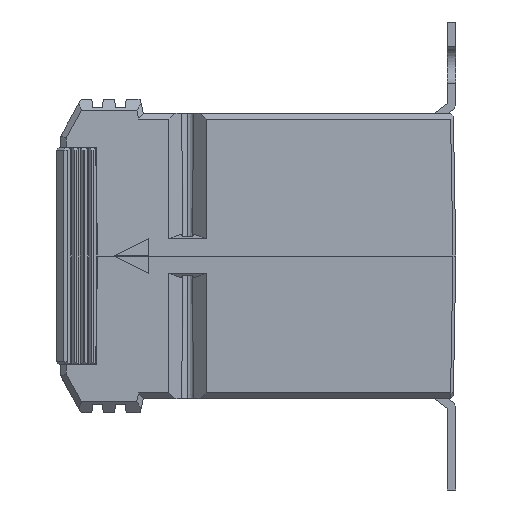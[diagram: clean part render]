
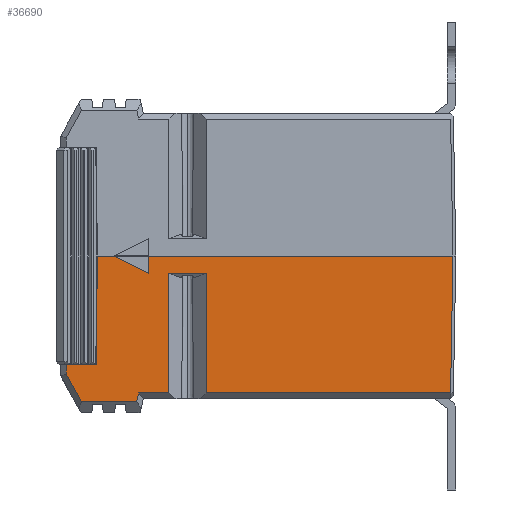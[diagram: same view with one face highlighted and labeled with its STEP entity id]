
A CAD part, left-side view. The second image highlights one B-rep face of the part: STEP entity #36690.
In plain terms, the highlighted face is planar.
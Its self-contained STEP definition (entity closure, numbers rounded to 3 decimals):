
#35339 = VERTEX_POINT ( 'NONE', #58715 ) ;
#35341 = VERTEX_POINT ( 'NONE', #58711 ) ;
#35345 = EDGE_CURVE ( 'NONE', #35339, #35341, #58704, .T. ) ;
#35554 = VERTEX_POINT ( 'NONE', #59117 ) ;
#35582 = EDGE_CURVE ( 'NONE', #35585, #35554, #58288, .T. ) ;
#35583 = VERTEX_POINT ( 'NONE', #59199 ) ;
#35585 = VERTEX_POINT ( 'NONE', #59197 ) ;
#35589 = EDGE_CURVE ( 'NONE', #35591, #35583, #59196, .T. ) ;
#35591 = VERTEX_POINT ( 'NONE', #59185 ) ;
#35880 = EDGE_CURVE ( 'NONE', #35554, #35339, #58889, .T. ) ;
#36383 = ORIENTED_EDGE ( 'NONE', *, *, #36656, .F. ) ;
#36449 = VERTEX_POINT ( 'NONE', #59658 ) ;
#36452 = VERTEX_POINT ( 'NONE', #60816 ) ;
#36516 = EDGE_CURVE ( 'NONE', #36452, #36449, #60922, .T. ) ;
#36614 = VERTEX_POINT ( 'NONE', #61166 ) ;
#36622 = EDGE_LOOP ( 'NONE', ( #36692, #36691, #36678, #36680, #36679, #36681, #36383, #36661, #36665, #36667, #36669, #36662, #36735, #36657, #36671, #36740 ) ) ;
#36624 = EDGE_CURVE ( 'NONE', #36682, #35583, #61153, .T. ) ;
#36656 = EDGE_CURVE ( 'NONE', #35585, #36682, #61212, .T. ) ;
#36657 = ORIENTED_EDGE ( 'NONE', *, *, #36736, .T. ) ;
#36659 = VERTEX_POINT ( 'NONE', #61217 ) ;
#36661 = ORIENTED_EDGE ( 'NONE', *, *, #35582, .T. ) ;
#36662 = ORIENTED_EDGE ( 'NONE', *, *, #36670, .T. ) ;
#36664 = VERTEX_POINT ( 'NONE', #61213 ) ;
#36665 = ORIENTED_EDGE ( 'NONE', *, *, #35880, .T. ) ;
#36666 = EDGE_CURVE ( 'NONE', #35341, #36659, #61203, .T. ) ;
#36667 = ORIENTED_EDGE ( 'NONE', *, *, #35345, .T. ) ;
#36668 = VERTEX_POINT ( 'NONE', #61201 ) ;
#36669 = ORIENTED_EDGE ( 'NONE', *, *, #36666, .T. ) ;
#36670 = EDGE_CURVE ( 'NONE', #36659, #36664, #61260, .T. ) ;
#36671 = ORIENTED_EDGE ( 'NONE', *, *, #36737, .T. ) ;
#36672 = VERTEX_POINT ( 'NONE', #61261 ) ;
#36673 = EDGE_CURVE ( 'NONE', #36668, #36664, #61219, .T. ) ;
#36674 = VERTEX_POINT ( 'NONE', #61254 ) ;
#36676 = EDGE_CURVE ( 'NONE', #36614, #36686, #61250, .T. ) ;
#36677 = EDGE_CURVE ( 'NONE', #36449, #35591, #61245, .T. ) ;
#36678 = ORIENTED_EDGE ( 'NONE', *, *, #36516, .T. ) ;
#36679 = ORIENTED_EDGE ( 'NONE', *, *, #35589, .T. ) ;
#36680 = ORIENTED_EDGE ( 'NONE', *, *, #36677, .T. ) ;
#36681 = ORIENTED_EDGE ( 'NONE', *, *, #36624, .F. ) ;
#36682 = VERTEX_POINT ( 'NONE', #61202 ) ;
#36686 = VERTEX_POINT ( 'NONE', #61238 ) ;
#36690 = ADVANCED_FACE ( 'NONE', ( #61200 ), #61249, .T. ) ;
#36691 = ORIENTED_EDGE ( 'NONE', *, *, #36693, .T. ) ;
#36692 = ORIENTED_EDGE ( 'NONE', *, *, #36676, .F. ) ;
#36693 = EDGE_CURVE ( 'NONE', #36614, #36452, #61237, .T. ) ;
#36735 = ORIENTED_EDGE ( 'NONE', *, *, #36673, .F. ) ;
#36736 = EDGE_CURVE ( 'NONE', #36668, #36674, #60193, .T. ) ;
#36737 = EDGE_CURVE ( 'NONE', #36674, #36672, #61057, .T. ) ;
#36739 = EDGE_CURVE ( 'NONE', #36672, #36686, #60452, .T. ) ;
#36740 = ORIENTED_EDGE ( 'NONE', *, *, #36739, .T. ) ;
#58288 = LINE ( 'NONE', #58291, #58290 ) ;
#58290 = VECTOR ( 'NONE', #58608, 1000. ) ;
#58291 = CARTESIAN_POINT ( 'NONE',  ( 24.75, 40.6, 0. ) ) ;
#58583 = CARTESIAN_POINT ( 'NONE',  ( 24.748, 33.77, 0.119 ) ) ;
#58608 = DIRECTION ( 'NONE',  ( 0., 1., 0. ) ) ;
#58701 = DIRECTION ( 'NONE',  ( 0., 1., 0. ) ) ;
#58702 = VECTOR ( 'NONE', #58701, 1000. ) ;
#58703 = CARTESIAN_POINT ( 'NONE',  ( 24.418, 40.6, 19. ) ) ;
#58704 = LINE ( 'NONE', #58703, #58702 ) ;
#58711 = CARTESIAN_POINT ( 'NONE',  ( 24.418, 39.268, 19. ) ) ;
#58715 = CARTESIAN_POINT ( 'NONE',  ( 24.418, 34.1, 19. ) ) ;
#58889 = LINE ( 'NONE', #58583, #59126 ) ;
#59117 = CARTESIAN_POINT ( 'NONE',  ( 24.75, 33.768, 0. ) ) ;
#59126 = VECTOR ( 'NONE', #59140, 1000. ) ;
#59140 = DIRECTION ( 'NONE',  ( -0.017, 0.017, 1. ) ) ;
#59185 = CARTESIAN_POINT ( 'NONE',  ( 24.75, -28.5, 0. ) ) ;
#59186 = DIRECTION ( 'NONE',  ( 0., 1., 0. ) ) ;
#59187 = VECTOR ( 'NONE', #59186, 1000. ) ;
#59188 = CARTESIAN_POINT ( 'NONE',  ( 24.75, 40.6, 0. ) ) ;
#59196 = LINE ( 'NONE', #59188, #59187 ) ;
#59197 = CARTESIAN_POINT ( 'NONE',  ( 24.75, 30.768, 0. ) ) ;
#59199 = CARTESIAN_POINT ( 'NONE',  ( 24.75, 24.768, 0. ) ) ;
#59405 = VECTOR ( 'NONE', #59922, 1000. ) ;
#59406 = CARTESIAN_POINT ( 'NONE',  ( 24.331, -28.564, 24. ) ) ;
#59658 = CARTESIAN_POINT ( 'NONE',  ( 24.331, -28.081, 24. ) ) ;
#59922 = DIRECTION ( 'NONE',  ( 0., -1., 0. ) ) ;
#60175 = VECTOR ( 'NONE', #60187, 1000. ) ;
#60187 = DIRECTION ( 'NONE',  ( 0.017, -0.216, -0.976 ) ) ;
#60192 = CARTESIAN_POINT ( 'NONE',  ( 24.679, 22.156, 4.088 ) ) ;
#60193 = LINE ( 'NONE', #60192, #60175 ) ;
#60452 = LINE ( 'NONE', #60453, #60457 ) ;
#60453 = CARTESIAN_POINT ( 'NONE',  ( 24.752, 21.378, -0.098 ) ) ;
#60457 = VECTOR ( 'NONE', #60760, 1000. ) ;
#60760 = DIRECTION ( 'NONE',  ( 0.017, 0.005, -1. ) ) ;
#60816 = CARTESIAN_POINT ( 'NONE',  ( 24.331, 14.746, 24. ) ) ;
#60918 = DIRECTION ( 'NONE',  ( 0., -1., 0. ) ) ;
#60919 = VECTOR ( 'NONE', #60918, 1000. ) ;
#60921 = CARTESIAN_POINT ( 'NONE',  ( 24.331, -28.564, 24. ) ) ;
#60922 = LINE ( 'NONE', #60921, #60919 ) ;
#61057 = LINE ( 'NONE', #59406, #59405 ) ;
#61138 = DIRECTION ( 'NONE',  ( 0.017, 0., -1. ) ) ;
#61148 = VECTOR ( 'NONE', #61138, 1000. ) ;
#61152 = CARTESIAN_POINT ( 'NONE',  ( 24.698, 24.768, 3. ) ) ;
#61153 = LINE ( 'NONE', #61152, #61148 ) ;
#61166 = CARTESIAN_POINT ( 'NONE',  ( 24.698, 14.638, 3. ) ) ;
#61198 = VECTOR ( 'NONE', #61262, 1000. ) ;
#61199 = CARTESIAN_POINT ( 'NONE',  ( 24.75, 39.6, -0.017 ) ) ;
#61200 = FACE_OUTER_BOUND ( 'NONE', #36622, .T. ) ;
#61201 = CARTESIAN_POINT ( 'NONE',  ( 24.305, 26.903, 25.5 ) ) ;
#61202 = CARTESIAN_POINT ( 'NONE',  ( 24.698, 24.768, 3. ) ) ;
#61203 = LINE ( 'NONE', #61199, #61198 ) ;
#61205 = VECTOR ( 'NONE', #61210, 1000. ) ;
#61210 = DIRECTION ( 'NONE',  ( -0.008, -0.894, 0.447 ) ) ;
#61211 = CARTESIAN_POINT ( 'NONE',  ( 24.75, 30.768, 0. ) ) ;
#61212 = LINE ( 'NONE', #61211, #61205 ) ;
#61213 = CARTESIAN_POINT ( 'NONE',  ( 24.305, 36.586, 25.5 ) ) ;
#61217 = CARTESIAN_POINT ( 'NONE',  ( 24.388, 39.238, 20.715 ) ) ;
#61219 = LINE ( 'NONE', #61253, #61252 ) ;
#61236 = CARTESIAN_POINT ( 'NONE',  ( 24.748, 14.623, 0.133 ) ) ;
#61237 = LINE ( 'NONE', #61236, #61294 ) ;
#61238 = CARTESIAN_POINT ( 'NONE',  ( 24.698, 21.362, 3. ) ) ;
#61242 = DIRECTION ( 'NONE',  ( 0.017, -0.017, -1. ) ) ;
#61243 = VECTOR ( 'NONE', #61242, 1000. ) ;
#61244 = CARTESIAN_POINT ( 'NONE',  ( 24.729, -28.479, 1.205 ) ) ;
#61245 = LINE ( 'NONE', #61244, #61243 ) ;
#61246 = DIRECTION ( 'NONE',  ( 0., 1., 0. ) ) ;
#61247 = VECTOR ( 'NONE', #61246, 1000. ) ;
#61248 = CARTESIAN_POINT ( 'NONE',  ( 24.698, 40.6, 3. ) ) ;
#61249 = PLANE ( 'NONE',  #61298 ) ;
#61250 = LINE ( 'NONE', #61248, #61247 ) ;
#61251 = DIRECTION ( 'NONE',  ( 0., 1., 0. ) ) ;
#61252 = VECTOR ( 'NONE', #61251, 1000. ) ;
#61253 = CARTESIAN_POINT ( 'NONE',  ( 24.305, 40.6, 25.5 ) ) ;
#61254 = CARTESIAN_POINT ( 'NONE',  ( 24.331, 26.57, 24. ) ) ;
#61257 = DIRECTION ( 'NONE',  ( -0.015, -0.485, 0.875 ) ) ;
#61258 = VECTOR ( 'NONE', #61257, 1000. ) ;
#61259 = CARTESIAN_POINT ( 'NONE',  ( 24.675, 48.343, 4.29 ) ) ;
#61260 = LINE ( 'NONE', #61259, #61258 ) ;
#61261 = CARTESIAN_POINT ( 'NONE',  ( 24.331, 21.254, 24. ) ) ;
#61262 = DIRECTION ( 'NONE',  ( -0.017, -0.017, 1. ) ) ;
#61293 = DIRECTION ( 'NONE',  ( -0.017, 0.005, 1. ) ) ;
#61294 = VECTOR ( 'NONE', #61293, 1000. ) ;
#61295 = DIRECTION ( 'NONE',  ( 0.017, 0., -1. ) ) ;
#61296 = DIRECTION ( 'NONE',  ( 1., 0., 0.017 ) ) ;
#61297 = CARTESIAN_POINT ( 'NONE',  ( 24.75, 40.6, 0. ) ) ;
#61298 = AXIS2_PLACEMENT_3D ( 'NONE', #61297, #61296, #61295 ) ;
